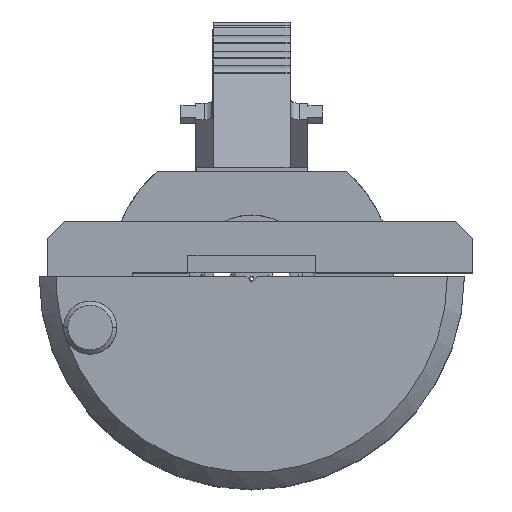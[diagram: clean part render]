
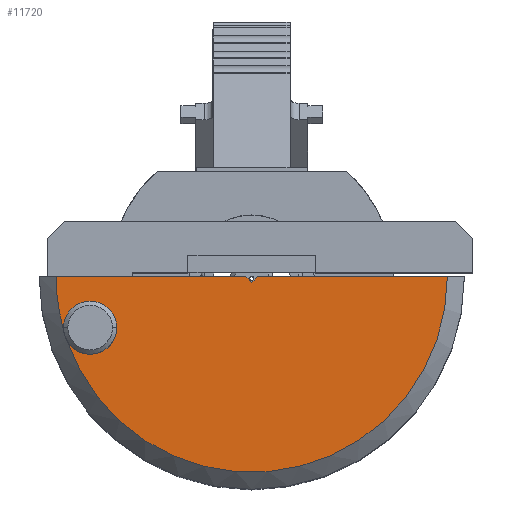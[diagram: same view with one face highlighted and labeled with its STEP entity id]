
A CAD part, top view. The second image highlights one B-rep face of the part: STEP entity #11720.
In plain terms, the highlighted planar face has unit normal (0, 0, 1).
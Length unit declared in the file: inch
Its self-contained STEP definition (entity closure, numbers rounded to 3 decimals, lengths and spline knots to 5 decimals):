
#106 = DIRECTION ( 'NONE',  ( 1., 0., 0. ) ) ;
#153 = CARTESIAN_POINT ( 'NONE',  ( -0.19, -0.06, 0.75181 ) ) ;
#652 = EDGE_CURVE ( 'NONE', #8693, #4068, #4801, .T. ) ;
#858 = VERTEX_POINT ( 'NONE', #11817 ) ;
#1209 = CIRCLE ( 'NONE', #11209, 0.03125 ) ;
#1421 = CARTESIAN_POINT ( 'NONE',  ( 0., 0., 0.75181 ) ) ;
#1470 = CARTESIAN_POINT ( 'NONE',  ( 0.007, 0., 0.75181 ) ) ;
#1659 = CARTESIAN_POINT ( 'NONE',  ( -0.21745, -0.07493, 0.75181 ) ) ;
#1834 = VERTEX_POINT ( 'NONE', #3899 ) ;
#2281 = VERTEX_POINT ( 'NONE', #1659 ) ;
#2340 = ORIENTED_EDGE ( 'NONE', *, *, #8474, .F. ) ;
#2868 = CARTESIAN_POINT ( 'NONE',  ( -0.19, -0.06, 0.75181 ) ) ;
#2899 = LINE ( 'NONE', #1470, #8672 ) ;
#2908 = DIRECTION ( 'NONE',  ( 1., 0., 0. ) ) ;
#3201 = LINE ( 'NONE', #3708, #10479 ) ;
#3234 = PLANE ( 'NONE',  #3770 ) ;
#3396 = DIRECTION ( 'NONE',  ( 0., 0., 1. ) ) ;
#3521 = ORIENTED_EDGE ( 'NONE', *, *, #6923, .T. ) ;
#3708 = CARTESIAN_POINT ( 'NONE',  ( -0.25, 0., 0.75181 ) ) ;
#3721 = CARTESIAN_POINT ( 'NONE',  ( 0.007, 0., 0.75181 ) ) ;
#3770 = AXIS2_PLACEMENT_3D ( 'NONE', #1421, #12259, #4089 ) ;
#3859 = ORIENTED_EDGE ( 'NONE', *, *, #4064, .T. ) ;
#3899 = CARTESIAN_POINT ( 'NONE',  ( 0.23, 0., 0.75181 ) ) ;
#3996 = VERTEX_POINT ( 'NONE', #12226 ) ;
#4019 = LINE ( 'NONE', #12889, #8006 ) ;
#4028 = CARTESIAN_POINT ( 'NONE',  ( -0.22125, -0.06, 0.75181 ) ) ;
#4064 = EDGE_CURVE ( 'NONE', #2281, #1834, #9877, .T. ) ;
#4068 = VERTEX_POINT ( 'NONE', #10129 ) ;
#4072 = DIRECTION ( 'NONE',  ( -0.707, -0.707, 0. ) ) ;
#4089 = DIRECTION ( 'NONE',  ( 1., 0., 0. ) ) ;
#4452 = ORIENTED_EDGE ( 'NONE', *, *, #6608, .T. ) ;
#4585 = FACE_OUTER_BOUND ( 'NONE', #9937, .T. ) ;
#4657 = DIRECTION ( 'NONE',  ( -1., 0., 0. ) ) ;
#4668 = VECTOR ( 'NONE', #4072, 39.37008 ) ;
#4785 = ORIENTED_EDGE ( 'NONE', *, *, #13509, .F. ) ;
#4801 = CIRCLE ( 'NONE', #5940, 0.03125 ) ;
#4965 = AXIS2_PLACEMENT_3D ( 'NONE', #5793, #13157, #6755 ) ;
#5087 = CARTESIAN_POINT ( 'NONE',  ( 0., -0.007, 0.75181 ) ) ;
#5181 = LINE ( 'NONE', #5087, #4668 ) ;
#5793 = CARTESIAN_POINT ( 'NONE',  ( 0., 0., 0.75181 ) ) ;
#5839 = DIRECTION ( 'NONE',  ( -1., 0., 0. ) ) ;
#5940 = AXIS2_PLACEMENT_3D ( 'NONE', #2868, #13463, #2908 ) ;
#6142 = ORIENTED_EDGE ( 'NONE', *, *, #652, .F. ) ;
#6473 = VERTEX_POINT ( 'NONE', #3721 ) ;
#6608 = EDGE_CURVE ( 'NONE', #11962, #858, #3201, .T. ) ;
#6755 = DIRECTION ( 'NONE',  ( 1., 0., 0. ) ) ;
#6811 = ORIENTED_EDGE ( 'NONE', *, *, #8719, .T. ) ;
#6923 = EDGE_CURVE ( 'NONE', #3996, #11962, #4019, .T. ) ;
#7235 = EDGE_CURVE ( 'NONE', #858, #4068, #9321, .T. ) ;
#7331 = CARTESIAN_POINT ( 'NONE',  ( 0., 0., 0.75181 ) ) ;
#7383 = ORIENTED_EDGE ( 'NONE', *, *, #7931, .T. ) ;
#7607 = DIRECTION ( 'NONE',  ( -0.707, 0.707, 0. ) ) ;
#7931 = EDGE_CURVE ( 'NONE', #1834, #6473, #2899, .T. ) ;
#7983 = DIRECTION ( 'NONE',  ( 0., 0., 1. ) ) ;
#8006 = VECTOR ( 'NONE', #7607, 39.37008 ) ;
#8474 = EDGE_CURVE ( 'NONE', #2281, #13279, #1209, .T. ) ;
#8672 = VECTOR ( 'NONE', #4657, 39.37008 ) ;
#8693 = VERTEX_POINT ( 'NONE', #4028 ) ;
#8719 = EDGE_CURVE ( 'NONE', #6473, #3996, #5181, .T. ) ;
#8913 = DIRECTION ( 'NONE',  ( 1., 0., 0. ) ) ;
#8961 = CARTESIAN_POINT ( 'NONE',  ( -0.19, -0.06, 0.75181 ) ) ;
#9195 = CIRCLE ( 'NONE', #13263, 0.03125 ) ;
#9321 = CIRCLE ( 'NONE', #12530, 0.23 ) ;
#9877 = CIRCLE ( 'NONE', #4965, 0.23 ) ;
#9937 = EDGE_LOOP ( 'NONE', ( #4452, #11903, #6142, #4785, #2340, #3859, #7383, #6811, #3521 ) ) ;
#10129 = CARTESIAN_POINT ( 'NONE',  ( -0.22105, -0.06354, 0.75181 ) ) ;
#10479 = VECTOR ( 'NONE', #5839, 39.37008 ) ;
#11040 = CARTESIAN_POINT ( 'NONE',  ( -0.007, 0., 0.75181 ) ) ;
#11209 = AXIS2_PLACEMENT_3D ( 'NONE', #8961, #7983, #8913 ) ;
#11638 = DIRECTION ( 'NONE',  ( 0., 0., 1. ) ) ;
#11720 = ADVANCED_FACE ( 'NONE', ( #4585 ), #3234, .T. ) ;
#11817 = CARTESIAN_POINT ( 'NONE',  ( -0.23, 0., 0.75181 ) ) ;
#11903 = ORIENTED_EDGE ( 'NONE', *, *, #7235, .T. ) ;
#11962 = VERTEX_POINT ( 'NONE', #11040 ) ;
#12226 = CARTESIAN_POINT ( 'NONE',  ( 0., -0.007, 0.75181 ) ) ;
#12259 = DIRECTION ( 'NONE',  ( 0., 0., 1. ) ) ;
#12530 = AXIS2_PLACEMENT_3D ( 'NONE', #7331, #11638, #12566 ) ;
#12566 = DIRECTION ( 'NONE',  ( 1., 0., 0. ) ) ;
#12889 = CARTESIAN_POINT ( 'NONE',  ( -0.007, 0., 0.75181 ) ) ;
#13157 = DIRECTION ( 'NONE',  ( 0., 0., 1. ) ) ;
#13263 = AXIS2_PLACEMENT_3D ( 'NONE', #153, #3396, #106 ) ;
#13279 = VERTEX_POINT ( 'NONE', #13459 ) ;
#13459 = CARTESIAN_POINT ( 'NONE',  ( -0.15875, -0.06, 0.75181 ) ) ;
#13463 = DIRECTION ( 'NONE',  ( 0., 0., 1. ) ) ;
#13509 = EDGE_CURVE ( 'NONE', #13279, #8693, #9195, .T. ) ;
